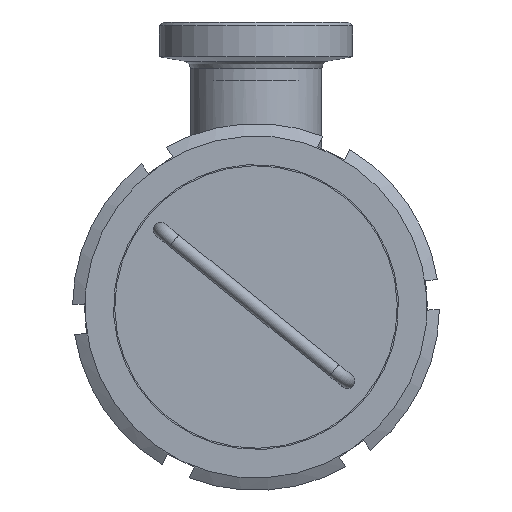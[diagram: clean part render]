
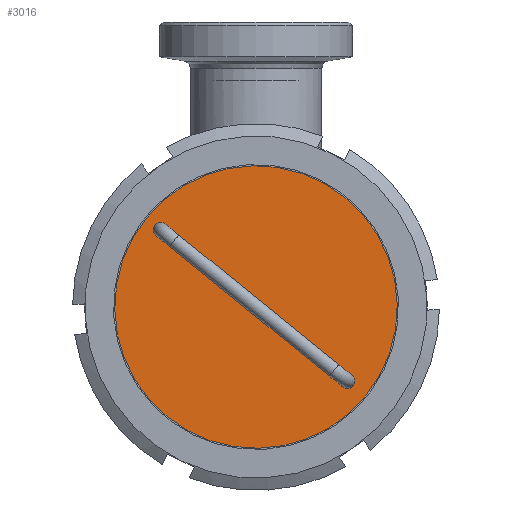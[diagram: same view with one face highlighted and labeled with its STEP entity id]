
A CAD part, left-side view. The second image highlights one B-rep face of the part: STEP entity #3016.
In plain terms, the highlighted planar face has unit normal (-1, 0, 0).
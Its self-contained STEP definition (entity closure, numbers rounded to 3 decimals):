
#2978=CARTESIAN_POINT('',(-226.,17.942,-22.144));
#2979=DIRECTION('',(-1.0,0.0,0.0));
#2980=DIRECTION('',(0.0,0.777,0.63));
#2981=AXIS2_PLACEMENT_3D('',#2978,#2979,#2980);
#2982=PLANE('',#2981);
#2983=CARTESIAN_POINT('',(-226.,35.883,-44.288));
#2984=VERTEX_POINT('',#2983);
#2985=CARTESIAN_POINT('',(-226.,0.,0.));
#2986=DIRECTION('',(-1.0,0.0,0.0));
#2987=DIRECTION('',(0.0,0.63,-0.777));
#2988=AXIS2_PLACEMENT_3D('',#2985,#2986,#2987);
#2989=CIRCLE('',#2988,57.0);
#2990=EDGE_CURVE('',#2984,#2984,#2989,.T.);
#2991=ORIENTED_EDGE('',*,*,#2990,.T.);
#2992=EDGE_LOOP('',(#2991));
#2993=FACE_OUTER_BOUND('',#2992,.T.);
#2994=CARTESIAN_POINT('',(-226.,40.791,33.05));
#2995=VERTEX_POINT('',#2994);
#2996=CARTESIAN_POINT('',(-226.,38.46,31.162));
#2997=DIRECTION('',(1.0,0.,0.));
#2998=DIRECTION('',(0.,-0.777,-0.63));
#2999=AXIS2_PLACEMENT_3D('',#2996,#2997,#2998);
#3000=CIRCLE('',#2999,3.);
#3001=EDGE_CURVE('',#2995,#2995,#3000,.T.);
#3002=ORIENTED_EDGE('',*,*,#3001,.T.);
#3003=EDGE_LOOP('',(#3002));
#3004=FACE_BOUND('',#3003,.T.);
#3005=CARTESIAN_POINT('',(-226.,-39.237,-31.791));
#3006=VERTEX_POINT('',#3005);
#3007=CARTESIAN_POINT('',(-226.,-36.906,-29.903));
#3008=DIRECTION('',(1.0,0.,0.));
#3009=DIRECTION('',(0.,0.777,0.63));
#3010=AXIS2_PLACEMENT_3D('',#3007,#3008,#3009);
#3011=CIRCLE('',#3010,3.);
#3012=EDGE_CURVE('',#3006,#3006,#3011,.T.);
#3013=ORIENTED_EDGE('',*,*,#3012,.T.);
#3014=EDGE_LOOP('',(#3013));
#3015=FACE_BOUND('',#3014,.T.);
#3016=ADVANCED_FACE('',(#2993,#3004,#3015),#2982,.T.);
